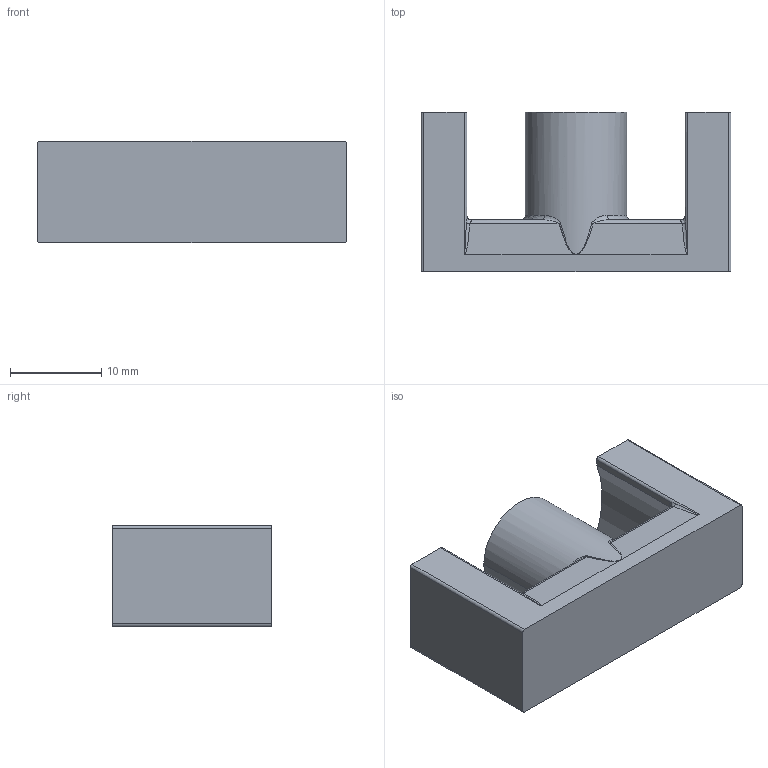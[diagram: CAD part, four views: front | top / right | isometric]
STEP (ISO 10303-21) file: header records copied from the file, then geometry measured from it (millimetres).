
FILE_DESCRIPTION((''),'2;1');
FILE_NAME('C61036-A0103-C018-01-06','2018-05-25T',('ec7121'),(''),'PRO/ENGINEER BY PARAMETRIC TECHNOLOGY CORPORATION, 2014000','PRO/ENGINEER BY PARAMETRIC TECHNOLOGY CORPORATION, 2014000','');
FILE_SCHEMA(('CONFIG_CONTROL_DESIGN'));
Length unit declared in the file: millimetre
Products named in the file (1): C61036-A0103-C018-01-06
Bounding box: 34 x 17.5 x 11.1 mm (x, y, z)
Volume: 4462.4 mm3; surface area: 2402.9 mm2
Topology: 1 solids, 1 shells, 62 faces, 154 edges, 94 vertices
Faces by surface type: cylinder 20, plane 18, bspline 16, torus 8
Entity records: 5808 total; most frequent: CARTESIAN_POINT 4408, ORIENTED_EDGE 308, DIRECTION 256, EDGE_CURVE 154, AXIS2_PLACEMENT_3D 100, VERTEX_POINT 94, EDGE_LOOP 62, FACE_OUTER_BOUND 62
